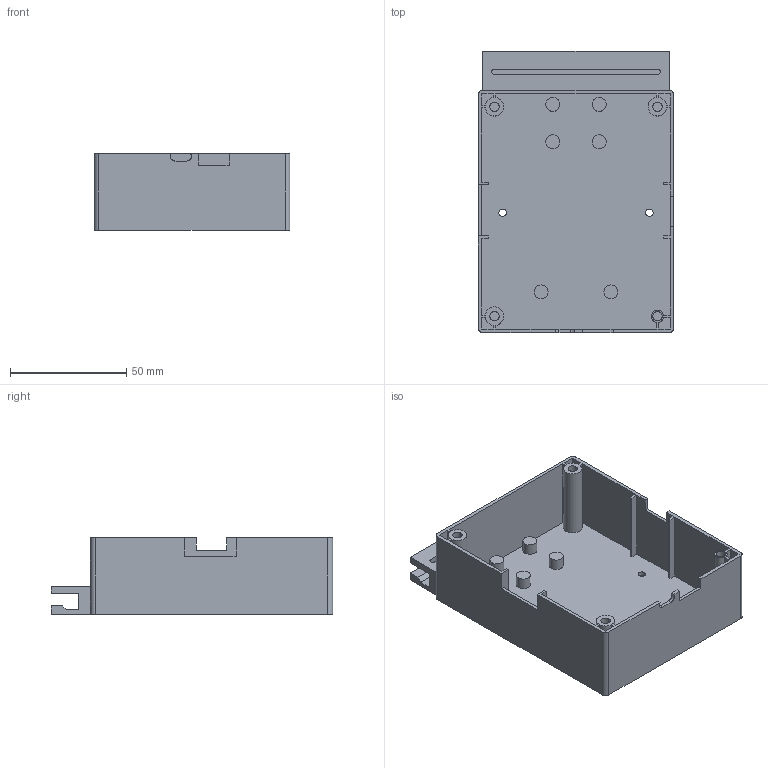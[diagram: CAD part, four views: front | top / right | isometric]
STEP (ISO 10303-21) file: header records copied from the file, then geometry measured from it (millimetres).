
FILE_DESCRIPTION (( 'STEP AP214' ), '1' );
FILE_NAME ('陬褲狟.STEP', '2025-06-14T04:42:49', ( '' ), ( '' ), 'SwSTEP 2.0', 'SolidWorks 2022', '' );
FILE_SCHEMA (( 'AUTOMOTIVE_DESIGN' ));
Length unit declared in the file: millimetre
Products named in the file (1): 陬褲狟
Bounding box: 84 x 120.8 x 33 mm (x, y, z)
Volume: 48895.2 mm3; surface area: 52090.1 mm2
Topology: 1 solids, 1 shells, 149 faces, 379 edges, 252 vertices
Faces by surface type: plane 94, cylinder 55
Entity records: 4553 total; most frequent: DIRECTION 789, CARTESIAN_POINT 781, ORIENTED_EDGE 758, EDGE_CURVE 379, VECTOR 269, LINE 269, AXIS2_PLACEMENT_3D 260, VERTEX_POINT 252
